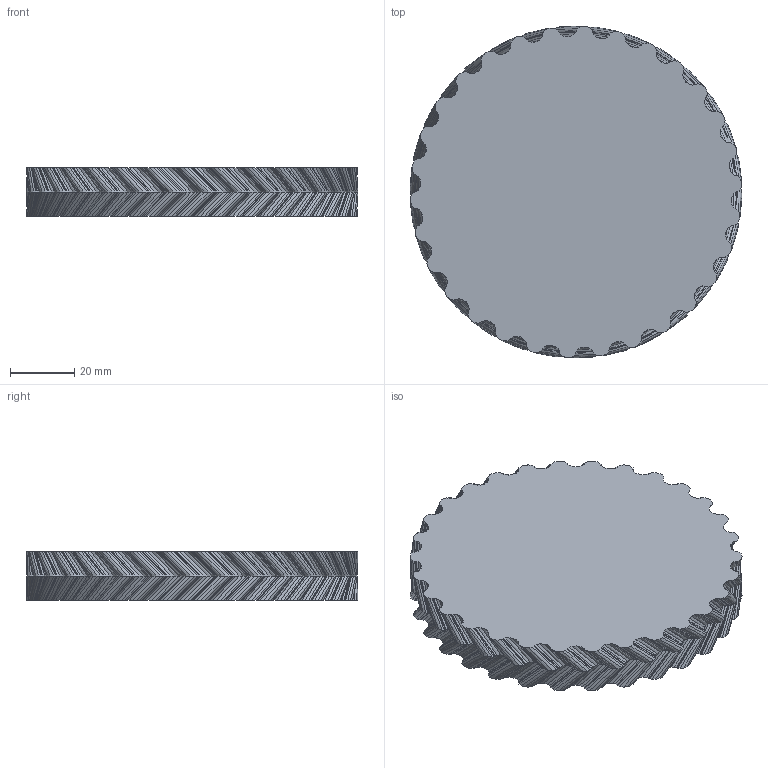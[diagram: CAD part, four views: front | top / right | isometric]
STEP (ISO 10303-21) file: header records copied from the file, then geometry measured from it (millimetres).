
FILE_DESCRIPTION((''),'2;1');
FILE_NAME('_GEAR.ipt.step','2013-11-27T00:14:00',(''),(''),'Autodesk Inventor 2013','Autodesk Inventor 2013','');
FILE_SCHEMA(('AUTOMOTIVE_DESIGN { 1 0 10303 214 1 1 1 1 }'));
Length unit declared in the file: millimetre
Products named in the file (1): _GEAR
Bounding box: 103.33 x 103.19 x 15 mm (x, y, z)
Volume: 117862.1 mm3; surface area: 22548.6 mm2
Topology: 1 solids, 1 shells, 962 faces, 2400 edges, 1440 vertices
Faces by surface type: bspline 960, plane 2
Entity records: 39890 total; most frequent: CARTESIAN_POINT 22083, ORIENTED_EDGE 4800, EDGE_CURVE 2400, DIRECTION 1446, VERTEX_POINT 1440, VECTOR 1440, LINE 1440, EDGE_LOOP 962
